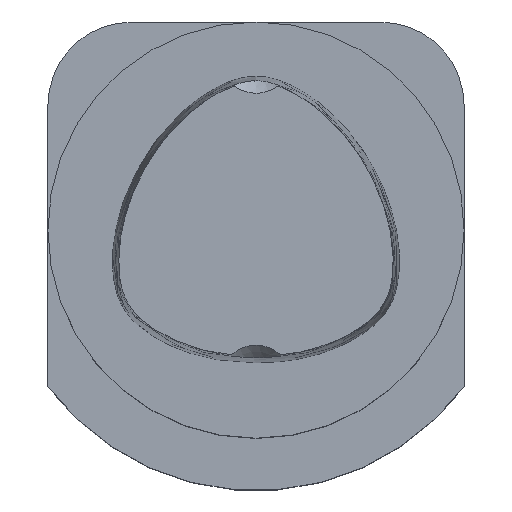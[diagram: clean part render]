
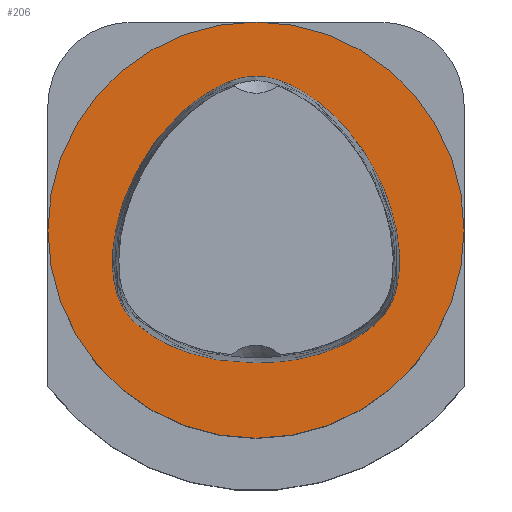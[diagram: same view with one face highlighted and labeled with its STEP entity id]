
A CAD part, top view. The second image highlights one B-rep face of the part: STEP entity #206.
In plain terms, the highlighted planar face has unit normal (0, 0, 1).
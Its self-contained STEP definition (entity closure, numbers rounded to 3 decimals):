
#104=EDGE_CURVE('240[2]',#288,#289,#290,.T.);
#119=EDGE_CURVE('240[2]',#312,#312,#313,.T.);
#175=EDGE_CURVE('240[2]',#289,#288,#388,.T.);
#206=ADVANCED_FACE('240[2]',(#429,#430),#431,.T.);
#288=VERTEX_POINT('',#541);
#289=VERTEX_POINT('',#542);
#290=B_SPLINE_CURVE_WITH_KNOTS('',3,(#543,#544,#545,#546,#547,#548,#549,#550,#551,#552,#553,#554,#555,#556,#557,#558,#559,#560,#561,#562,#563,#564,#565,#566,#567,#568,#569,#570,#571,#572,#573,#574,#575,#576,#577,#578,#579,#580,#581,#582,#583,#584,#585,#586,#587,#588,#589,#590,#591,#592),.UNSPECIFIED.,.T.,.F.,(4,2,2,2,2,2,2,2,2,2,2,2,2,2,2,2,2,2,2,2,2,2,2,2,4),(0.0,16.727,25.935,29.733,31.085,33.512,35.712,38.937,42.854,45.317,47.977,51.357,54.625,58.242,63.977,69.835,74.959,81.876,89.626,94.693,101.305,112.081,128.683,137.56,144.763),.UNSPECIFIED.);
#312=VERTEX_POINT('',#623);
#313=CIRCLE('',#624,39.993);
#388=B_SPLINE_CURVE_WITH_KNOTS('',3,(#1739,#1740,#1741,#1742,#1743,#1744,#1745,#1746,#1747,#1748,#1749,#1750,#1751,#1752,#1753,#1754,#1755,#1756,#1757,#1758,#1759,#1760,#1761,#1762,#1763,#1764,#1765,#1766,#1767,#1768,#1769,#1770,#1771,#1772,#1773,#1774,#1775,#1776,#1777,#1778,#1779,#1780,#1781,#1782,#1783,#1784,#1785,#1786,#1787,#1788),.UNSPECIFIED.,.T.,.F.,(4,2,2,2,2,2,2,2,2,2,2,2,2,2,2,2,2,2,2,2,2,2,2,2,4),(0.0,16.727,25.935,29.733,31.085,33.512,35.712,38.937,42.854,45.317,47.977,51.357,54.625,58.242,63.977,69.835,74.959,81.876,89.626,94.693,101.305,112.081,128.683,137.56,144.763),.UNSPECIFIED.);
#429=FACE_BOUND('',#1867,.T.);
#430=FACE_OUTER_BOUND('',#1868,.T.);
#431=PLANE('',#1869);
#541=CARTESIAN_POINT('',(0.002,29.575,0.));
#542=CARTESIAN_POINT('',(0.,-25.494,0.));
#543=CARTESIAN_POINT('',(-21.601,13.71,0.));
#544=CARTESIAN_POINT('',(-18.696,18.469,0.));
#545=CARTESIAN_POINT('',(-15.091,22.312,0.));
#546=CARTESIAN_POINT('',(-9.435,26.49,0.));
#547=CARTESIAN_POINT('',(-7.002,27.917,0.));
#548=CARTESIAN_POINT('',(-3.575,29.085,0.));
#549=CARTESIAN_POINT('',(-2.527,29.342,0.));
#550=CARTESIAN_POINT('',(-1.03,29.525,0.));
#551=CARTESIAN_POINT('',(-0.623,29.558,0.));
#552=CARTESIAN_POINT('',(0.554,29.593,0.));
#553=CARTESIAN_POINT('',(2.17,29.589,0.));
#554=CARTESIAN_POINT('',(7.004,27.884,0.));
#555=CARTESIAN_POINT('',(9.293,26.588,0.));
#556=CARTESIAN_POINT('',(14.442,22.801,0.));
#557=CARTESIAN_POINT('',(17.504,19.731,0.));
#558=CARTESIAN_POINT('',(23.427,11.224,0.));
#559=CARTESIAN_POINT('',(25.696,5.995,0.));
#560=CARTESIAN_POINT('',(27.504,-2.363,0.));
#561=CARTESIAN_POINT('',(27.739,-5.541,0.));
#562=CARTESIAN_POINT('',(27.163,-11.53,0.));
#563=CARTESIAN_POINT('',(26.384,-13.277,0.));
#564=CARTESIAN_POINT('',(25.494,-15.063,0.));
#565=CARTESIAN_POINT('',(24.657,-16.412,0.));
#566=CARTESIAN_POINT('',(21.749,-19.178,0.));
#567=CARTESIAN_POINT('',(19.893,-20.42,0.));
#568=CARTESIAN_POINT('',(16.06,-22.449,0.));
#569=CARTESIAN_POINT('',(13.986,-23.233,0.));
#570=CARTESIAN_POINT('',(9.743,-24.575,0.));
#571=CARTESIAN_POINT('',(7.404,-24.99,0.));
#572=CARTESIAN_POINT('',(3.264,-25.44,0.));
#573=CARTESIAN_POINT('',(0.446,-25.592,0.));
#574=CARTESIAN_POINT('',(-5.562,-25.27,0.));
#575=CARTESIAN_POINT('',(-7.683,-24.933,0.));
#576=CARTESIAN_POINT('',(-11.784,-24.011,0.));
#577=CARTESIAN_POINT('',(-13.828,-23.284,0.));
#578=CARTESIAN_POINT('',(-16.93,-22.008,0.));
#579=CARTESIAN_POINT('',(-18.587,-21.187,0.));
#580=CARTESIAN_POINT('',(-21.296,-19.418,0.));
#581=CARTESIAN_POINT('',(-22.711,-18.391,0.));
#582=CARTESIAN_POINT('',(-25.537,-15.286,0.));
#583=CARTESIAN_POINT('',(-26.241,-13.624,0.));
#584=CARTESIAN_POINT('',(-27.105,-11.188,0.));
#585=CARTESIAN_POINT('',(-27.411,-9.416,0.));
#586=CARTESIAN_POINT('',(-27.697,-4.934,0.));
#587=CARTESIAN_POINT('',(-27.45,-1.727,0.));
#588=CARTESIAN_POINT('',(-26.126,3.708,0.));
#589=CARTESIAN_POINT('',(-25.475,5.762,0.));
#590=CARTESIAN_POINT('',(-23.803,9.732,0.));
#591=CARTESIAN_POINT('',(-22.852,11.66,0.));
#592=CARTESIAN_POINT('',(-21.601,13.71,0.));
#623=CARTESIAN_POINT('',(0.,-39.993,0.));
#624=AXIS2_PLACEMENT_3D('',#1989,#1990,#1991);
#1739=CARTESIAN_POINT('',(-21.601,13.71,0.));
#1740=CARTESIAN_POINT('',(-18.696,18.469,0.));
#1741=CARTESIAN_POINT('',(-15.091,22.312,0.));
#1742=CARTESIAN_POINT('',(-9.435,26.49,0.));
#1743=CARTESIAN_POINT('',(-7.002,27.917,0.));
#1744=CARTESIAN_POINT('',(-3.575,29.085,0.));
#1745=CARTESIAN_POINT('',(-2.527,29.342,0.));
#1746=CARTESIAN_POINT('',(-1.03,29.525,0.));
#1747=CARTESIAN_POINT('',(-0.623,29.558,0.));
#1748=CARTESIAN_POINT('',(0.554,29.593,0.));
#1749=CARTESIAN_POINT('',(2.17,29.589,0.));
#1750=CARTESIAN_POINT('',(7.004,27.884,0.));
#1751=CARTESIAN_POINT('',(9.293,26.588,0.));
#1752=CARTESIAN_POINT('',(14.442,22.801,0.));
#1753=CARTESIAN_POINT('',(17.504,19.731,0.));
#1754=CARTESIAN_POINT('',(23.427,11.224,0.));
#1755=CARTESIAN_POINT('',(25.696,5.995,0.));
#1756=CARTESIAN_POINT('',(27.504,-2.363,0.));
#1757=CARTESIAN_POINT('',(27.739,-5.541,0.));
#1758=CARTESIAN_POINT('',(27.163,-11.53,0.));
#1759=CARTESIAN_POINT('',(26.384,-13.277,0.));
#1760=CARTESIAN_POINT('',(25.494,-15.063,0.));
#1761=CARTESIAN_POINT('',(24.657,-16.412,0.));
#1762=CARTESIAN_POINT('',(21.749,-19.178,0.));
#1763=CARTESIAN_POINT('',(19.893,-20.42,0.));
#1764=CARTESIAN_POINT('',(16.06,-22.449,0.));
#1765=CARTESIAN_POINT('',(13.986,-23.233,0.));
#1766=CARTESIAN_POINT('',(9.743,-24.575,0.));
#1767=CARTESIAN_POINT('',(7.404,-24.99,0.));
#1768=CARTESIAN_POINT('',(3.264,-25.44,0.));
#1769=CARTESIAN_POINT('',(0.446,-25.592,0.));
#1770=CARTESIAN_POINT('',(-5.562,-25.27,0.));
#1771=CARTESIAN_POINT('',(-7.683,-24.933,0.));
#1772=CARTESIAN_POINT('',(-11.784,-24.011,0.));
#1773=CARTESIAN_POINT('',(-13.828,-23.284,0.));
#1774=CARTESIAN_POINT('',(-16.93,-22.008,0.));
#1775=CARTESIAN_POINT('',(-18.587,-21.187,0.));
#1776=CARTESIAN_POINT('',(-21.296,-19.418,0.));
#1777=CARTESIAN_POINT('',(-22.711,-18.391,0.));
#1778=CARTESIAN_POINT('',(-25.537,-15.286,0.));
#1779=CARTESIAN_POINT('',(-26.241,-13.624,0.));
#1780=CARTESIAN_POINT('',(-27.105,-11.188,0.));
#1781=CARTESIAN_POINT('',(-27.411,-9.416,0.));
#1782=CARTESIAN_POINT('',(-27.697,-4.934,0.));
#1783=CARTESIAN_POINT('',(-27.45,-1.727,0.));
#1784=CARTESIAN_POINT('',(-26.126,3.708,0.));
#1785=CARTESIAN_POINT('',(-25.475,5.762,0.));
#1786=CARTESIAN_POINT('',(-23.803,9.732,0.));
#1787=CARTESIAN_POINT('',(-22.852,11.66,0.));
#1788=CARTESIAN_POINT('',(-21.601,13.71,0.));
#1867=EDGE_LOOP('',(#2126,#2127));
#1868=EDGE_LOOP('',(#2128));
#1869=AXIS2_PLACEMENT_3D('',#2129,#2130,#2131);
#1989=CARTESIAN_POINT('',(0.,0.,0.));
#1990=DIRECTION('',(0.,0.,-1.0));
#1991=DIRECTION('',(0.,-1.0,0.));
#2126=ORIENTED_EDGE('',*,*,#104,.T.);
#2127=ORIENTED_EDGE('',*,*,#175,.T.);
#2128=ORIENTED_EDGE('',*,*,#119,.F.);
#2129=CARTESIAN_POINT('',(0.,-19.996,0.));
#2130=DIRECTION('',(0.,0.,1.0));
#2131=DIRECTION('',(0.,1.0,0.));
